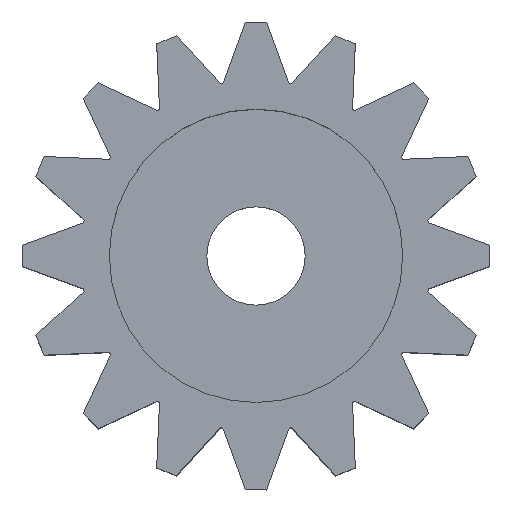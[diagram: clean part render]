
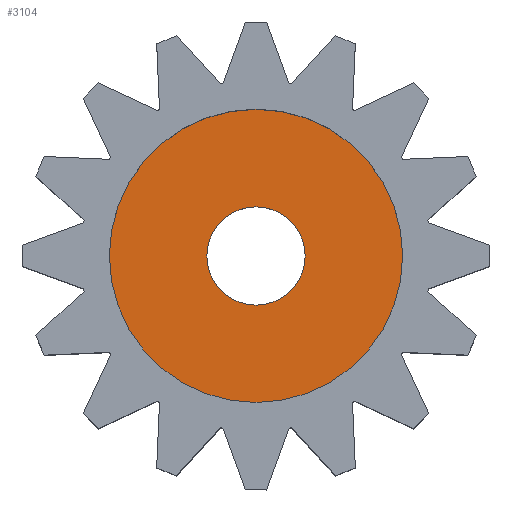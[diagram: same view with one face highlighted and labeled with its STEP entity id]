
A CAD part, top view. The second image highlights one B-rep face of the part: STEP entity #3104.
In plain terms, the highlighted planar face has unit normal (0, 0, 1).
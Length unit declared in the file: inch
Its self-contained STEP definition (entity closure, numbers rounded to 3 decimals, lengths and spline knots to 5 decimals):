
#201 = DIRECTION ( 'NONE',  ( 0., 0., -1. ) ) ;
#271 = DIRECTION ( 'NONE',  ( 0., 0., 1. ) ) ;
#273 = AXIS2_PLACEMENT_3D ( 'NONE', #3537, #1240, #3925 ) ;
#310 = EDGE_CURVE ( 'NONE', #2249, #3957, #4161, .T. ) ;
#374 = VERTEX_POINT ( 'NONE', #736 ) ;
#460 = CIRCLE ( 'NONE', #1102, 0.05906 ) ;
#736 = CARTESIAN_POINT ( 'NONE',  ( 0.05906, 0., 0.025 ) ) ;
#929 = CARTESIAN_POINT ( 'NONE',  ( -0.05906, 0., 0.025 ) ) ;
#1102 = AXIS2_PLACEMENT_3D ( 'NONE', #1511, #4208, #1900 ) ;
#1187 = CIRCLE ( 'NONE', #2734, 0.05906 ) ;
#1240 = DIRECTION ( 'NONE',  ( 0., 0., 1. ) ) ;
#1271 = EDGE_CURVE ( 'NONE', #3957, #2249, #2325, .T. ) ;
#1511 = CARTESIAN_POINT ( 'NONE',  ( 0., 0., 0.025 ) ) ;
#1848 = DIRECTION ( 'NONE',  ( 0., 0., 1. ) ) ;
#1900 = DIRECTION ( 'NONE',  ( 1., 0., 0. ) ) ;
#1916 = CARTESIAN_POINT ( 'NONE',  ( 0.17625, 0., 0.025 ) ) ;
#2071 = ORIENTED_EDGE ( 'NONE', *, *, #310, .T. ) ;
#2125 = EDGE_LOOP ( 'NONE', ( #2867, #3947 ) ) ;
#2249 = VERTEX_POINT ( 'NONE', #3908 ) ;
#2325 = CIRCLE ( 'NONE', #273, 0.17625 ) ;
#2431 = AXIS2_PLACEMENT_3D ( 'NONE', #2558, #271, #2955 ) ;
#2489 = CARTESIAN_POINT ( 'NONE',  ( 0., 0., 0.025 ) ) ;
#2558 = CARTESIAN_POINT ( 'NONE',  ( 0., 0., 0.025 ) ) ;
#2612 = FACE_OUTER_BOUND ( 'NONE', #2914, .T. ) ;
#2673 = AXIS2_PLACEMENT_3D ( 'NONE', #3771, #1848, #4522 ) ;
#2734 = AXIS2_PLACEMENT_3D ( 'NONE', #2489, #201, #2888 ) ;
#2850 = ORIENTED_EDGE ( 'NONE', *, *, #1271, .T. ) ;
#2867 = ORIENTED_EDGE ( 'NONE', *, *, #3901, .T. ) ;
#2888 = DIRECTION ( 'NONE',  ( 1., 0., 0. ) ) ;
#2914 = EDGE_LOOP ( 'NONE', ( #2850, #2071 ) ) ;
#2955 = DIRECTION ( 'NONE',  ( 1., 0., 0. ) ) ;
#3104 = ADVANCED_FACE ( 'NONE', ( #2612, #4635 ), #3385, .T. ) ;
#3385 = PLANE ( 'NONE',  #2673 ) ;
#3537 = CARTESIAN_POINT ( 'NONE',  ( 0., 0., 0.025 ) ) ;
#3771 = CARTESIAN_POINT ( 'NONE',  ( 0., 0., 0.025 ) ) ;
#3783 = EDGE_CURVE ( 'NONE', #374, #4727, #1187, .T. ) ;
#3901 = EDGE_CURVE ( 'NONE', #4727, #374, #460, .T. ) ;
#3908 = CARTESIAN_POINT ( 'NONE',  ( -0.17625, 0., 0.025 ) ) ;
#3925 = DIRECTION ( 'NONE',  ( 1., 0., 0. ) ) ;
#3947 = ORIENTED_EDGE ( 'NONE', *, *, #3783, .T. ) ;
#3957 = VERTEX_POINT ( 'NONE', #1916 ) ;
#4161 = CIRCLE ( 'NONE', #2431, 0.17625 ) ;
#4208 = DIRECTION ( 'NONE',  ( 0., 0., -1. ) ) ;
#4522 = DIRECTION ( 'NONE',  ( 1., 0., 0. ) ) ;
#4635 = FACE_BOUND ( 'NONE', #2125, .T. ) ;
#4727 = VERTEX_POINT ( 'NONE', #929 ) ;
